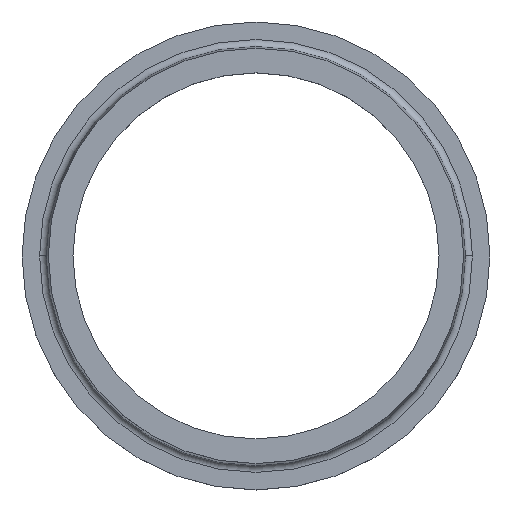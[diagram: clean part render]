
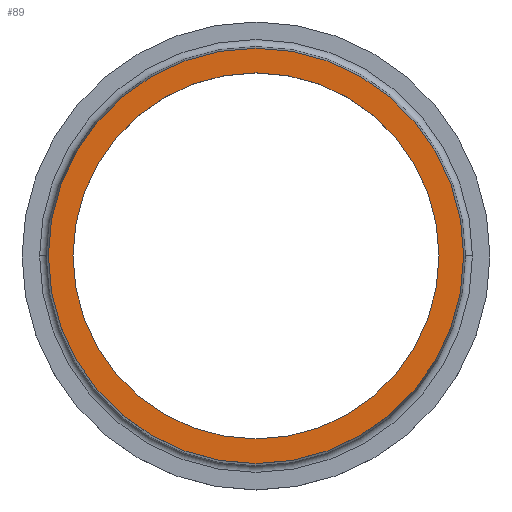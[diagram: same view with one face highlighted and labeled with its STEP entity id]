
A CAD part, top view. The second image highlights one B-rep face of the part: STEP entity #89.
In plain terms, the highlighted planar face has unit normal (0, 0, 1).
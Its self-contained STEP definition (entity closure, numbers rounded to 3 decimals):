
#5 = DIRECTION ( 'NONE',  ( 0., 0., 1. ) ) ;
#7 = FACE_BOUND ( 'NONE', #350, .T. ) ;
#11 = DIRECTION ( 'NONE',  ( 1., 0., 0. ) ) ;
#16 = CARTESIAN_POINT ( 'NONE',  ( 0., 0., 130. ) ) ;
#27 = EDGE_CURVE ( 'NONE', #60, #448, #186, .T. ) ;
#60 = VERTEX_POINT ( 'NONE', #329 ) ;
#62 = DIRECTION ( 'NONE',  ( 0., 0., -1. ) ) ;
#71 = ORIENTED_EDGE ( 'NONE', *, *, #180, .F. ) ;
#89 = ADVANCED_FACE ( 'NONE', ( #7, #417 ), #312, .T. ) ;
#141 = EDGE_LOOP ( 'NONE', ( #71, #333 ) ) ;
#158 = CARTESIAN_POINT ( 'NONE',  ( 0., 0., 130. ) ) ;
#167 = DIRECTION ( 'NONE',  ( 0., 0., -1. ) ) ;
#171 = AXIS2_PLACEMENT_3D ( 'NONE', #158, #418, #386 ) ;
#176 = AXIS2_PLACEMENT_3D ( 'NONE', #316, #62, #395 ) ;
#180 = EDGE_CURVE ( 'NONE', #453, #444, #367, .T. ) ;
#185 = DIRECTION ( 'NONE',  ( 0., 0., -1. ) ) ;
#186 = CIRCLE ( 'NONE', #310, 312.9 ) ;
#193 = CIRCLE ( 'NONE', #176, 355. ) ;
#233 = AXIS2_PLACEMENT_3D ( 'NONE', #16, #167, #315 ) ;
#237 = EDGE_CURVE ( 'NONE', #448, #60, #447, .T. ) ;
#255 = ORIENTED_EDGE ( 'NONE', *, *, #237, .T. ) ;
#310 = AXIS2_PLACEMENT_3D ( 'NONE', #336, #185, #481 ) ;
#312 = PLANE ( 'NONE',  #387 ) ;
#315 = DIRECTION ( 'NONE',  ( -1., 0., 0. ) ) ;
#316 = CARTESIAN_POINT ( 'NONE',  ( 0., 0., 130. ) ) ;
#329 = CARTESIAN_POINT ( 'NONE',  ( -312.9, 0., 130. ) ) ;
#333 = ORIENTED_EDGE ( 'NONE', *, *, #335, .F. ) ;
#335 = EDGE_CURVE ( 'NONE', #444, #453, #193, .T. ) ;
#336 = CARTESIAN_POINT ( 'NONE',  ( 0., 0., 130. ) ) ;
#350 = EDGE_LOOP ( 'NONE', ( #368, #255 ) ) ;
#367 = CIRCLE ( 'NONE', #171, 355. ) ;
#368 = ORIENTED_EDGE ( 'NONE', *, *, #27, .T. ) ;
#386 = DIRECTION ( 'NONE',  ( -1., 0., 0. ) ) ;
#387 = AXIS2_PLACEMENT_3D ( 'NONE', #458, #5, #11 ) ;
#395 = DIRECTION ( 'NONE',  ( -1., 0., 0. ) ) ;
#417 = FACE_OUTER_BOUND ( 'NONE', #141, .T. ) ;
#418 = DIRECTION ( 'NONE',  ( 0., 0., -1. ) ) ;
#429 = CARTESIAN_POINT ( 'NONE',  ( 312.9, 0., 130. ) ) ;
#435 = CARTESIAN_POINT ( 'NONE',  ( 355., 0., 130. ) ) ;
#444 = VERTEX_POINT ( 'NONE', #435 ) ;
#447 = CIRCLE ( 'NONE', #233, 312.9 ) ;
#448 = VERTEX_POINT ( 'NONE', #429 ) ;
#453 = VERTEX_POINT ( 'NONE', #467 ) ;
#458 = CARTESIAN_POINT ( 'NONE',  ( 0., 355., 130. ) ) ;
#467 = CARTESIAN_POINT ( 'NONE',  ( -355., 0., 130. ) ) ;
#481 = DIRECTION ( 'NONE',  ( -1., 0., 0. ) ) ;
